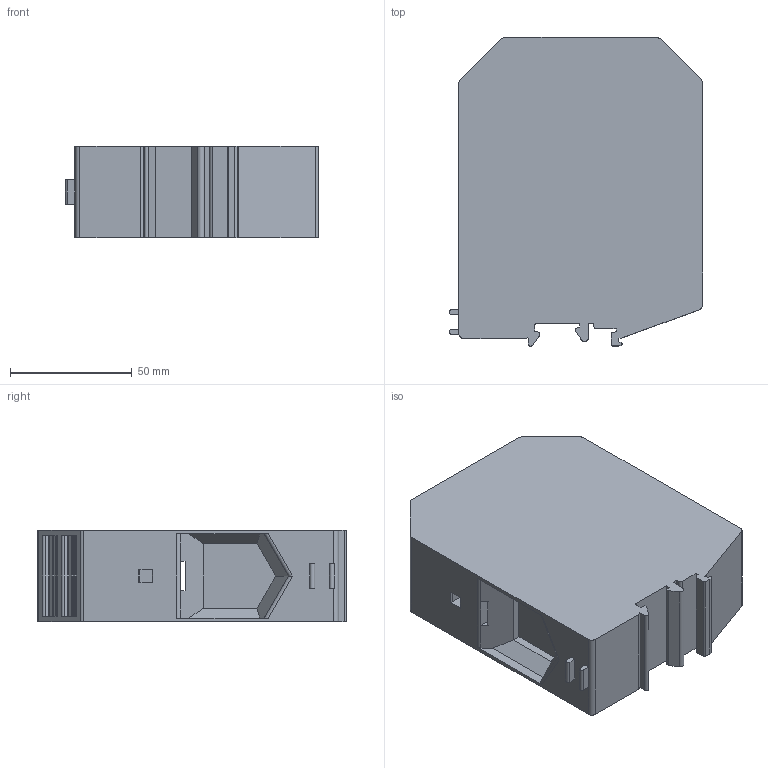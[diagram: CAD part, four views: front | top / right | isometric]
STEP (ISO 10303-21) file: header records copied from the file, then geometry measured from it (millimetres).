
FILE_DESCRIPTION((''),'2;1');
FILE_NAME('PRT0001','2024-10-08T',('Administrator'),(''),'PRO/ENGINEER BY PARAMETRIC TECHNOLOGY CORPORATION, 2013230','PRO/ENGINEER BY PARAMETRIC TECHNOLOGY CORPORATION, 2013230','');
FILE_SCHEMA(('AUTOMOTIVE_DESIGN { 1 0 10303 214 1 1 1 1 }'));
Length unit declared in the file: millimetre
Products named in the file (1): PRT0001
Bounding box: 103.9 x 126.7 x 37.6 mm (x, y, z)
Volume: 406800.8 mm3; surface area: 47984.2 mm2
Topology: 1 solids, 1 shells, 195 faces, 536 edges, 352 vertices
Faces by surface type: plane 145, cylinder 38, bspline 12
Entity records: 6448 total; most frequent: CARTESIAN_POINT 1361, ORIENTED_EDGE 1072, DIRECTION 992, EDGE_CURVE 536, VECTOR 446, LINE 446, VERTEX_POINT 352, AXIS2_PLACEMENT_3D 273
